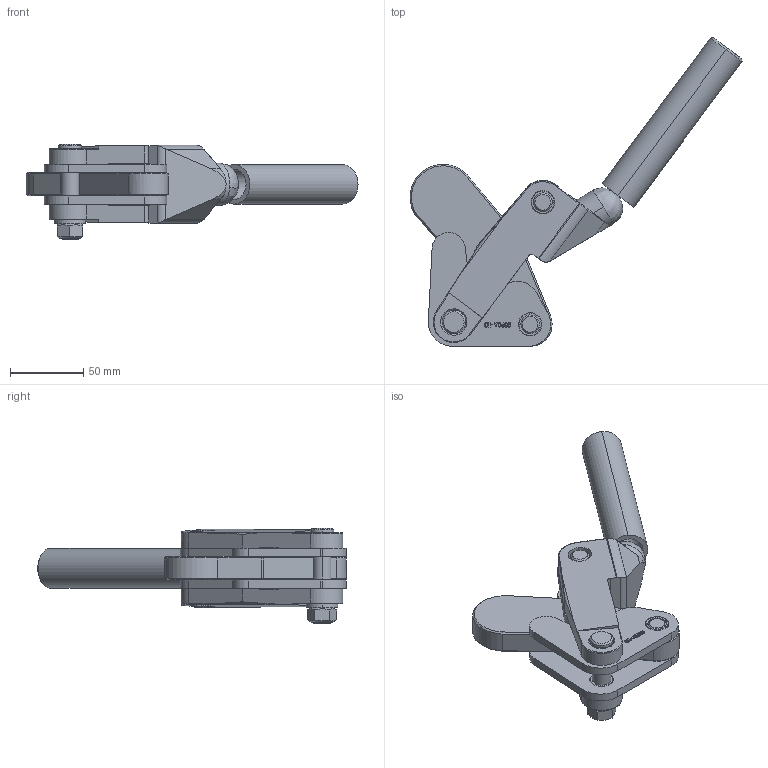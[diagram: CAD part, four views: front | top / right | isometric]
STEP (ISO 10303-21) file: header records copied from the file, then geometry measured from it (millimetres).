
FILE_DESCRIPTION (( 'STEP AP203' ), '1' );
FILE_NAME ('CH-70605.STEP', '2017-12-09T02:09:01', ( 'Windows' ), ( 'Microsoft' ), 'SwSTEP 2.0', 'SolidWorks 2015', '' );
FILE_SCHEMA (( 'CONFIG_CONTROL_DESIGN' ));
Length unit declared in the file: millimetre
Products named in the file (12): 70610-07; 70610-10; 70610-08; 70610-12; 70610-11; 70610-03; 70610-13; 70610-04; 70605-02; 70610-09; CH-70605; 70610-05
Assembly tree (19 placements, depth 2):
  CH-70605
    70610-03
    70610-04
    70610-09  x8
    70610-05
    70610-07
    70610-10  x2
    70610-08
    70610-12
    70610-11
    70610-13
    70605-02
Bounding box: 226.2 x 210.31 x 65 mm (x, y, z)
Volume: 337208.9 mm3; surface area: 118337.8 mm2
Topology: 22 solids, 22 shells, 2828 faces, 7107 edges, 4524 vertices
Faces by surface type: plane 1863, cylinder 690, bspline 181, cone 88, torus 6
Entity records: 90437 total; most frequent: CARTESIAN_POINT 33149, ORIENTED_EDGE 11728, DIRECTION 11605, EDGE_CURVE 5864, AXIS2_PLACEMENT_3D 4036, VERTEX_POINT 3706, VECTOR 3533, LINE 3533
